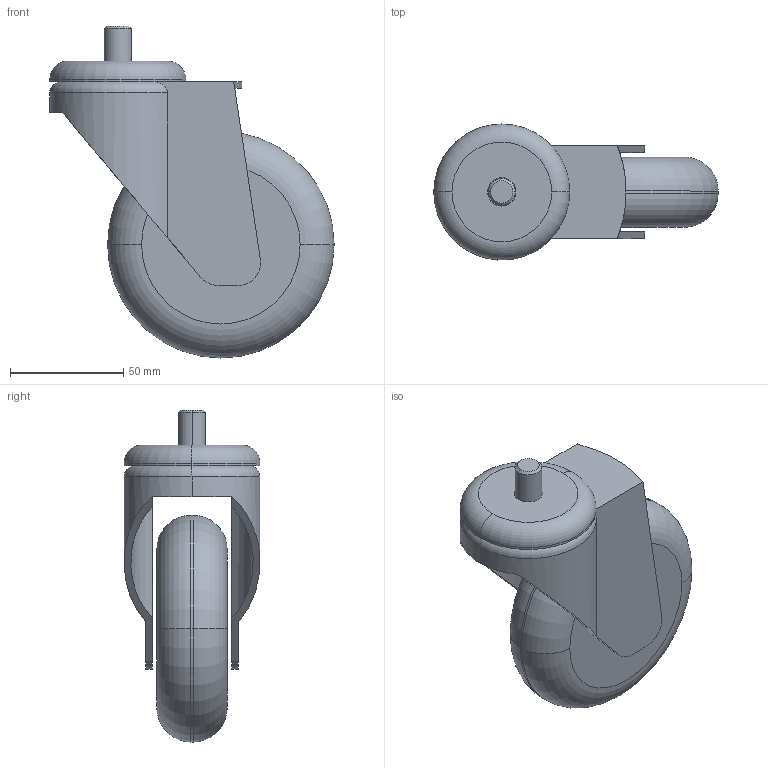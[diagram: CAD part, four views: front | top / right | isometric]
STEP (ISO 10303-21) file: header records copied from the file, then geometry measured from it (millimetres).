
FILE_DESCRIPTION(('STEP AP214'),'1');
FILE_NAME('cctmp_D1DDCEF3-A9D0-4BCD-8F16-676D0755A141_2020_10_29_11_27_52_488..stp','2020-10-29T10:27:52',('MiniTec Maschinenbau GmbH & Co.KG'),('CADClick - www.CADClick.com'),'Spatial InterOp 3D',' ','unknown authorization');
FILE_SCHEMA(('AUTOMOTIVE_DESIGN'));
Length unit declared in the file: millimetre
Products named in the file (6): 21.0030/0
Assembly tree (5 placements, depth 2):
  (unnamed)
    21.0030/0
    21.0030/0
    21.0030/0
    21.0030/0
    21.0030/0
Bounding box: 125.47 x 60 x 146.5 mm (x, y, z)
Volume: 284723.7 mm3; surface area: 60314.4 mm2
Topology: 5 solids, 6 shells, 76 faces, 172 edges, 108 vertices
Faces by surface type: plane 31, cylinder 23, torus 18, cone 4
Entity records: 3095 total; most frequent: CARTESIAN_POINT 534, DIRECTION 422, ORIENTED_EDGE 344, AXIS2_PLACEMENT_3D 172, EDGE_CURVE 172, VERTEX_POINT 108, CIRCLE 84, EDGE_LOOP 82
